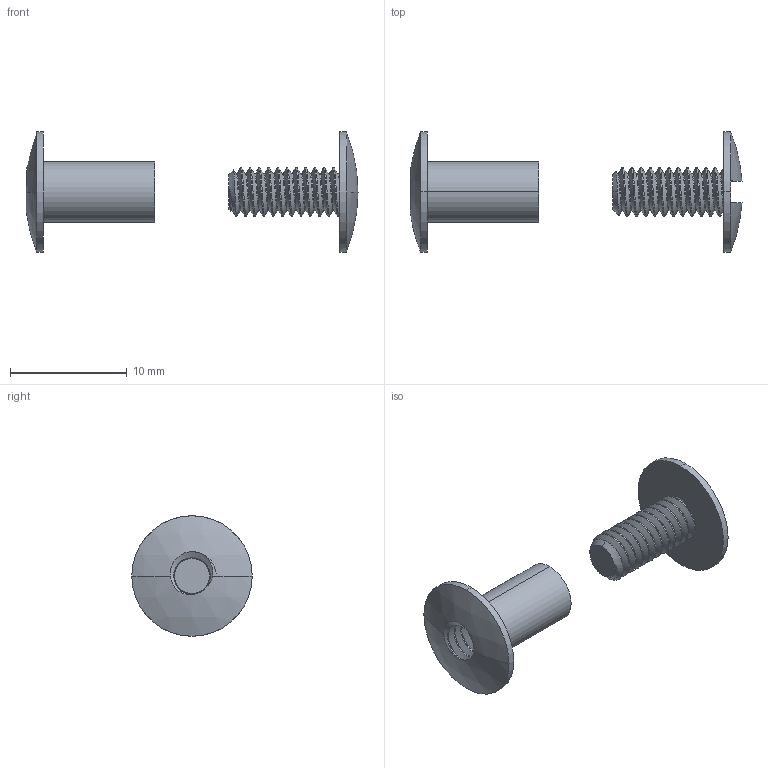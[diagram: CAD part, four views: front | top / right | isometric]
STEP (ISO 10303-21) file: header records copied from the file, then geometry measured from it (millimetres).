
FILE_DESCRIPTION (( 'STEP AP203' ), '1' );
FILE_NAME ('93121A330.step', '2014-02-17T13:52:00', ( '' ), ( '' ), 'SwSTEP 2.0', 'SolidWorks 2010', '' );
FILE_SCHEMA (( 'CONFIG_CONTROL_DESIGN' ));
Length unit declared in the file: inch
Products named in the file (1): 93121A330
Bounding box: 28.45 x 10.32 x 10.32 mm (x, y, z)
Volume: 350.7 mm3; surface area: 927.6 mm2
Topology: 2 solids, 2 shells, 83 faces, 227 edges, 149 vertices
Faces by surface type: cylinder 59, plane 7, sphere 6, bspline 6, cone 5
Entity records: 7038 total; most frequent: CARTESIAN_POINT 5198, ORIENTED_EDGE 454, DIRECTION 295, EDGE_CURVE 227, VERTEX_POINT 149, AXIS2_PLACEMENT_3D 116, EDGE_LOOP 86, FACE_OUTER_BOUND 83
